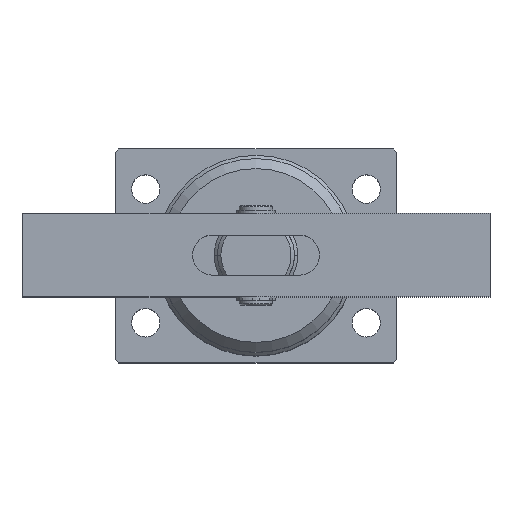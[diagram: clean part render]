
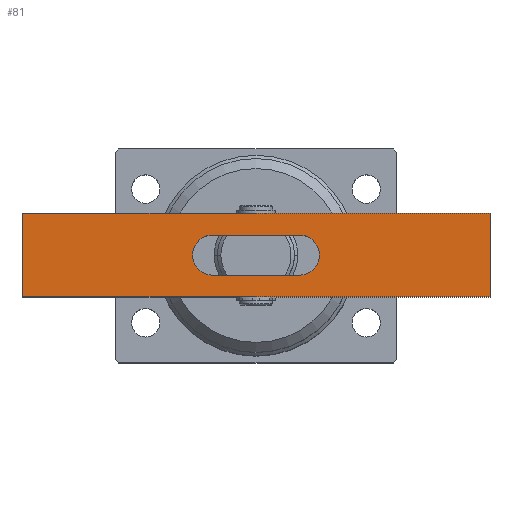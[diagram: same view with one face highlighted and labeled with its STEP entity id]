
A CAD part, top view. The second image highlights one B-rep face of the part: STEP entity #81.
In plain terms, the highlighted face is planar.
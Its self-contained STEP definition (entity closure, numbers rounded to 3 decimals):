
#81 = ADVANCED_FACE ( 'NONE', ( #4408, #4405 ), #1578, .F. ) ;
#91 = AXIS2_PLACEMENT_3D ( 'NONE', #4566, #4565, #4564 ) ;
#92 = AXIS2_PLACEMENT_3D ( 'NONE', #4572, #4570, #4569 ) ;
#580 = CARTESIAN_POINT ( 'NONE',  ( 70., -12.5, -12.5 ) ) ;
#639 = CARTESIAN_POINT ( 'NONE',  ( 70., -12.5, 12.5 ) ) ;
#652 = CARTESIAN_POINT ( 'NONE',  ( 13., -12.5, -6. ) ) ;
#938 = EDGE_LOOP ( 'NONE', ( #1123, #1125, #1124, #985 ) ) ;
#947 = EDGE_LOOP ( 'NONE', ( #1001, #996, #1139, #984 ) ) ;
#984 = ORIENTED_EDGE ( 'NONE', *, *, #5324, .T. ) ;
#985 = ORIENTED_EDGE ( 'NONE', *, *, #5320, .T. ) ;
#996 = ORIENTED_EDGE ( 'NONE', *, *, #5322, .T. ) ;
#1001 = ORIENTED_EDGE ( 'NONE', *, *, #5321, .T. ) ;
#1123 = ORIENTED_EDGE ( 'NONE', *, *, #5310, .T. ) ;
#1124 = ORIENTED_EDGE ( 'NONE', *, *, #5307, .F. ) ;
#1125 = ORIENTED_EDGE ( 'NONE', *, *, #5314, .F. ) ;
#1139 = ORIENTED_EDGE ( 'NONE', *, *, #5323, .T. ) ;
#1574 = DIRECTION ( 'NONE',  ( 0., 0., 1. ) ) ;
#1575 = DIRECTION ( 'NONE',  ( 0., 1., 0. ) ) ;
#1578 = PLANE ( 'NONE',  #2298 ) ;
#1587 = CARTESIAN_POINT ( 'NONE',  ( -70., -12.5, 12.5 ) ) ;
#2298 = AXIS2_PLACEMENT_3D ( 'NONE', #1587, #1575, #1574 ) ;
#3009 = VERTEX_POINT ( 'NONE', #4908 ) ;
#3020 = VERTEX_POINT ( 'NONE', #4897 ) ;
#3023 = VERTEX_POINT ( 'NONE', #4894 ) ;
#3041 = VERTEX_POINT ( 'NONE', #4871 ) ;
#3043 = VERTEX_POINT ( 'NONE', #4867 ) ;
#3051 = VERTEX_POINT ( 'NONE', #652 ) ;
#3056 = VERTEX_POINT ( 'NONE', #639 ) ;
#3068 = VERTEX_POINT ( 'NONE', #580 ) ;
#3336 = VECTOR ( 'NONE', #4589, 1000. ) ;
#3337 = LINE ( 'NONE', #4575, #3336 ) ;
#3338 = VECTOR ( 'NONE', #4574, 1000. ) ;
#3339 = VECTOR ( 'NONE', #4579, 1000. ) ;
#3340 = LINE ( 'NONE', #4578, #3338 ) ;
#3342 = LINE ( 'NONE', #4580, #3339 ) ;
#3343 = CIRCLE ( 'NONE', #92, 6. ) ;
#3349 = VECTOR ( 'NONE', #4607, 1000. ) ;
#3352 = LINE ( 'NONE', #4610, #3349 ) ;
#3357 = VECTOR ( 'NONE', #4620, 1000. ) ;
#3362 = VECTOR ( 'NONE', #4631, 1000. ) ;
#3365 = LINE ( 'NONE', #4634, #3362 ) ;
#3369 = LINE ( 'NONE', #4626, #3357 ) ;
#4405 = FACE_OUTER_BOUND ( 'NONE', #938, .T. ) ;
#4408 = FACE_BOUND ( 'NONE', #947, .T. ) ;
#4564 = DIRECTION ( 'NONE',  ( 0., 0., 1. ) ) ;
#4565 = DIRECTION ( 'NONE',  ( 0., 1., 0. ) ) ;
#4566 = CARTESIAN_POINT ( 'NONE',  ( 13., -12.5, 0. ) ) ;
#4569 = DIRECTION ( 'NONE',  ( 0., 0., 1. ) ) ;
#4570 = DIRECTION ( 'NONE',  ( 0., 1., 0. ) ) ;
#4572 = CARTESIAN_POINT ( 'NONE',  ( -13., -12.5, 0. ) ) ;
#4574 = DIRECTION ( 'NONE',  ( -1., 0., 0. ) ) ;
#4575 = CARTESIAN_POINT ( 'NONE',  ( -13., -12.5, 6. ) ) ;
#4578 = CARTESIAN_POINT ( 'NONE',  ( -13., -12.5, -6. ) ) ;
#4579 = DIRECTION ( 'NONE',  ( 0., 0., -1. ) ) ;
#4580 = CARTESIAN_POINT ( 'NONE',  ( -70., -12.5, 12.5 ) ) ;
#4589 = DIRECTION ( 'NONE',  ( 1., 0., 0. ) ) ;
#4607 = DIRECTION ( 'NONE',  ( 0., 0., -1. ) ) ;
#4610 = CARTESIAN_POINT ( 'NONE',  ( 70., -12.5, 12.5 ) ) ;
#4620 = DIRECTION ( 'NONE',  ( 1., 0., 0. ) ) ;
#4626 = CARTESIAN_POINT ( 'NONE',  ( -70., -12.5, -12.5 ) ) ;
#4631 = DIRECTION ( 'NONE',  ( 1., 0., 0. ) ) ;
#4634 = CARTESIAN_POINT ( 'NONE',  ( -70., -12.5, 12.5 ) ) ;
#4867 = CARTESIAN_POINT ( 'NONE',  ( -13., -12.5, -6. ) ) ;
#4871 = CARTESIAN_POINT ( 'NONE',  ( -13., -12.5, 6. ) ) ;
#4894 = CARTESIAN_POINT ( 'NONE',  ( -70., -12.5, -12.5 ) ) ;
#4897 = CARTESIAN_POINT ( 'NONE',  ( -70., -12.5, 12.5 ) ) ;
#4908 = CARTESIAN_POINT ( 'NONE',  ( 13., -12.5, 6. ) ) ;
#5307 = EDGE_CURVE ( 'NONE', #3020, #3056, #3365, .T. ) ;
#5310 = EDGE_CURVE ( 'NONE', #3023, #3068, #3369, .T. ) ;
#5314 = EDGE_CURVE ( 'NONE', #3056, #3068, #3352, .T. ) ;
#5320 = EDGE_CURVE ( 'NONE', #3020, #3023, #3342, .T. ) ;
#5321 = EDGE_CURVE ( 'NONE', #3051, #3043, #3340, .T. ) ;
#5322 = EDGE_CURVE ( 'NONE', #3043, #3041, #3343, .T. ) ;
#5323 = EDGE_CURVE ( 'NONE', #3041, #3009, #3337, .T. ) ;
#5324 = EDGE_CURVE ( 'NONE', #3009, #3051, #5558, .T. ) ;
#5558 = CIRCLE ( 'NONE', #91, 6. ) ;
